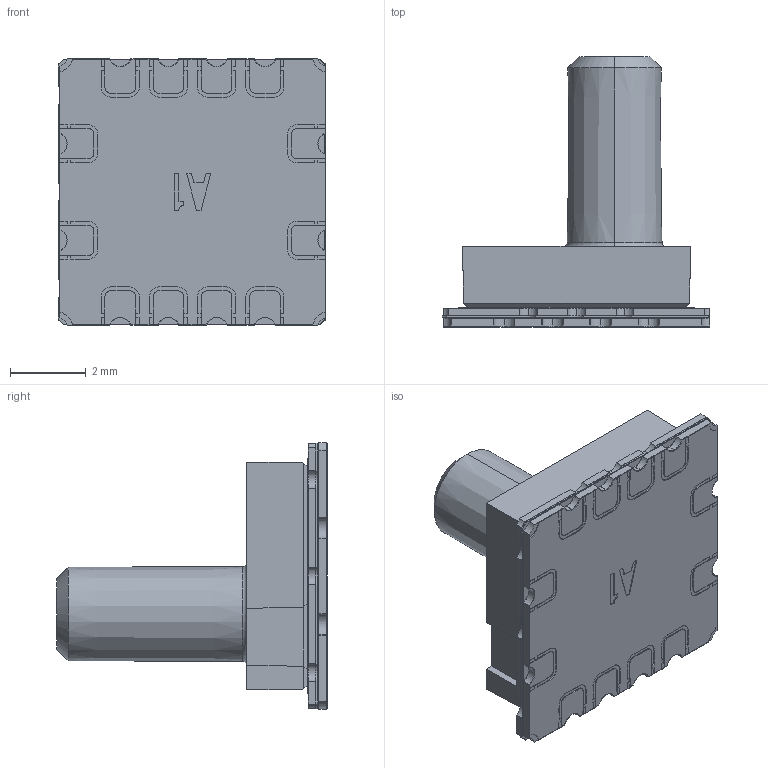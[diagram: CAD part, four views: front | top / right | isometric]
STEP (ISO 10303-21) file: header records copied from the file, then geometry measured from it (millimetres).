
FILE_DESCRIPTION (( 'STEP AP203' ), '1' );
FILE_NAME ('MMR920簡易版.STEP', '2021-01-19T23:27:45', ( '' ), ( '' ), 'SwSTEP 2.0', 'SolidWorks 2019', '' );
FILE_SCHEMA (( 'CONFIG_CONTROL_DESIGN' ));
Length unit declared in the file: millimetre
Products named in the file (15): L9_R00; ★★★MMR920 メイン基板完成_簡易版_R00; L10_R00; L6 (ボンディングシート）_R00; L5_R00; L3_R00; L11_R00; L7_R00; L4_R00; L9-1_R00; PG-COVER-V3乮MMR920梡PPS僇僶乕乯_R00; ★MMR920 キャビ基板_R00; MMR920 メイン基板_R00; MMR920簡易版; L1_R00
Assembly tree (14 placements, depth 4):
  MMR920簡易版
    ★★★MMR920 メイン基板完成_簡易版_R00
      MMR920 メイン基板_R00
        L9_R00
        L9-1_R00
        L7_R00
        L10_R00
        L11_R00
      L6 (ボンディングシート）_R00
      ★MMR920 キャビ基板_R00
        L1_R00
        L3_R00
        L4_R00
        L5_R00
    PG-COVER-V3乮MMR920梡PPS僇僶乕乯_R00
Bounding box: 7.03 x 7.12 x 7 mm (x, y, z)
Volume: 82.3 mm3; surface area: 917.2 mm2
Topology: 33 solids, 33 shells, 591 faces, 1558 edges, 1034 vertices
Faces by surface type: plane 418, cylinder 165, cone 6, torus 2
Entity records: 19785 total; most frequent: CARTESIAN_POINT 3209, DIRECTION 3124, ORIENTED_EDGE 3116, EDGE_CURVE 1558, LINE 1210, VECTOR 1210, VERTEX_POINT 1034, AXIS2_PLACEMENT_3D 957
